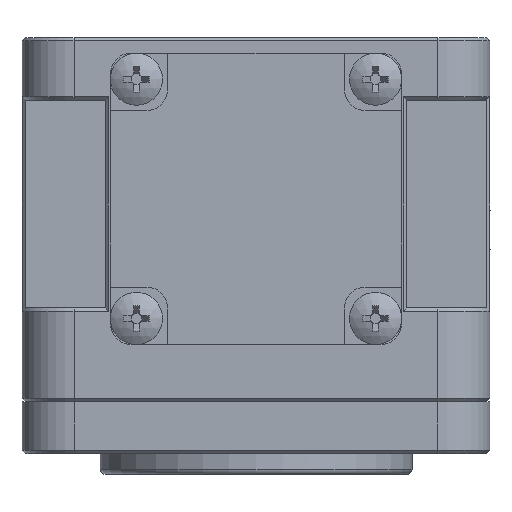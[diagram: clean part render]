
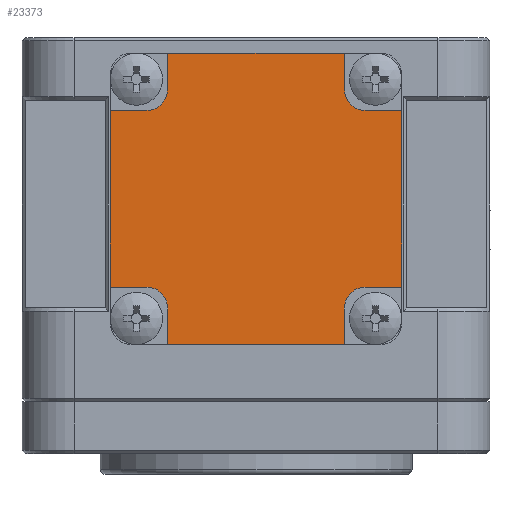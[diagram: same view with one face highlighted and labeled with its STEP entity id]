
A CAD part, left-side view. The second image highlights one B-rep face of the part: STEP entity #23373.
In plain terms, the highlighted planar face has unit normal (-1, 0, 0).
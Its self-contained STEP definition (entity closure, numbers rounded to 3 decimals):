
#522 = VERTEX_POINT ( 'NONE', #22966 ) ;
#598 = VERTEX_POINT ( 'NONE', #22093 ) ;
#782 = DIRECTION ( 'NONE',  ( 0., 1., 0. ) ) ;
#808 = CARTESIAN_POINT ( 'NONE',  ( -80., 14., 11. ) ) ;
#811 = LINE ( 'NONE', #808, #5575 ) ;
#1386 = CIRCLE ( 'NONE', #14970, 2. ) ;
#1955 = VERTEX_POINT ( 'NONE', #12004 ) ;
#2278 = AXIS2_PLACEMENT_3D ( 'NONE', #14733, #14728, #14724 ) ;
#2536 = VERTEX_POINT ( 'NONE', #6926 ) ;
#4076 = DIRECTION ( 'NONE',  ( 0., -1., 0. ) ) ;
#4080 = CARTESIAN_POINT ( 'NONE',  ( -80., -14., 28. ) ) ;
#4104 = LINE ( 'NONE', #4080, #17561 ) ;
#4470 = VERTEX_POINT ( 'NONE', #16328 ) ;
#4583 = VERTEX_POINT ( 'NONE', #15426 ) ;
#4724 = DIRECTION ( 'NONE',  ( 0., -1., 0. ) ) ;
#4747 = CARTESIAN_POINT ( 'NONE',  ( -80., -14., 5.5 ) ) ;
#4751 = LINE ( 'NONE', #4747, #16772 ) ;
#4856 = CARTESIAN_POINT ( 'NONE',  ( -80., -10.5, 28. ) ) ;
#4914 = AXIS2_PLACEMENT_3D ( 'NONE', #16127, #16103, #16098 ) ;
#5529 = DIRECTION ( 'NONE',  ( 0., 0., -1. ) ) ;
#5552 = CARTESIAN_POINT ( 'NONE',  ( -80., -8.5, 33.5 ) ) ;
#5575 = VECTOR ( 'NONE', #782, 1000. ) ;
#5584 = DIRECTION ( 'NONE',  ( 0., 0., -1. ) ) ;
#5610 = LINE ( 'NONE', #5552, #13496 ) ;
#5613 = CARTESIAN_POINT ( 'NONE',  ( -80., -8.5, 5.5 ) ) ;
#5634 = LINE ( 'NONE', #5613, #13400 ) ;
#6881 = DIRECTION ( 'NONE',  ( 0., 1., 0. ) ) ;
#6887 = CARTESIAN_POINT ( 'NONE',  ( -80., -14., 11. ) ) ;
#6892 = LINE ( 'NONE', #6887, #20044 ) ;
#6926 = CARTESIAN_POINT ( 'NONE',  ( -80., 14., 28. ) ) ;
#7198 = VERTEX_POINT ( 'NONE', #18148 ) ;
#7445 = ORIENTED_EDGE ( 'NONE', *, *, #15052, .F. ) ;
#7779 = DIRECTION ( 'NONE',  ( 0., 1., 0. ) ) ;
#7785 = DIRECTION ( 'NONE',  ( 1., 0., 0. ) ) ;
#7791 = CARTESIAN_POINT ( 'NONE',  ( -80., 10.5, 30. ) ) ;
#7996 = VECTOR ( 'NONE', #21520, 1000. ) ;
#8005 = VECTOR ( 'NONE', #18085, 1000. ) ;
#8354 = CARTESIAN_POINT ( 'NONE',  ( -80., 8.5, 30. ) ) ;
#8425 = VERTEX_POINT ( 'NONE', #9484 ) ;
#8672 = EDGE_CURVE ( 'NONE', #14428, #8425, #1386, .T. ) ;
#8751 = AXIS2_PLACEMENT_3D ( 'NONE', #24135, #24130, #24106 ) ;
#8802 = EDGE_CURVE ( 'NONE', #19846, #19895, #6892, .T. ) ;
#8982 = EDGE_CURVE ( 'NONE', #13269, #7198, #5610, .T. ) ;
#9394 = ORIENTED_EDGE ( 'NONE', *, *, #8802, .F. ) ;
#9478 = ORIENTED_EDGE ( 'NONE', *, *, #21793, .T. ) ;
#9484 = CARTESIAN_POINT ( 'NONE',  ( -80., 10.5, 28. ) ) ;
#9668 = ORIENTED_EDGE ( 'NONE', *, *, #8982, .F. ) ;
#9830 = ORIENTED_EDGE ( 'NONE', *, *, #11780, .F. ) ;
#9854 = ORIENTED_EDGE ( 'NONE', *, *, #16687, .T. ) ;
#9959 = ORIENTED_EDGE ( 'NONE', *, *, #14944, .T. ) ;
#10056 = DIRECTION ( 'NONE',  ( 0., 1., 0. ) ) ;
#10062 = CARTESIAN_POINT ( 'NONE',  ( -80., -14., 33.5 ) ) ;
#10069 = LINE ( 'NONE', #10062, #21831 ) ;
#10096 = ORIENTED_EDGE ( 'NONE', *, *, #13115, .F. ) ;
#10231 = ORIENTED_EDGE ( 'NONE', *, *, #22192, .T. ) ;
#10369 = ORIENTED_EDGE ( 'NONE', *, *, #22747, .T. ) ;
#10402 = ORIENTED_EDGE ( 'NONE', *, *, #15350, .F. ) ;
#10543 = ORIENTED_EDGE ( 'NONE', *, *, #10796, .T. ) ;
#10655 = ORIENTED_EDGE ( 'NONE', *, *, #16049, .F. ) ;
#10793 = ORIENTED_EDGE ( 'NONE', *, *, #21930, .F. ) ;
#10796 = EDGE_CURVE ( 'NONE', #2536, #19132, #12087, .T. ) ;
#11236 = ORIENTED_EDGE ( 'NONE', *, *, #8672, .T. ) ;
#11268 = ORIENTED_EDGE ( 'NONE', *, *, #20377, .T. ) ;
#11409 = DIRECTION ( 'NONE',  ( 0., 1., 0. ) ) ;
#11413 = DIRECTION ( 'NONE',  ( -1., 0., 0. ) ) ;
#11439 = CARTESIAN_POINT ( 'NONE',  ( -80., 0., 19.5 ) ) ;
#11446 = PLANE ( 'NONE',  #23461 ) ;
#11470 = FACE_OUTER_BOUND ( 'NONE', #16366, .T. ) ;
#11780 = EDGE_CURVE ( 'NONE', #598, #1955, #5634, .T. ) ;
#12004 = CARTESIAN_POINT ( 'NONE',  ( -80., -8.5, 5.5 ) ) ;
#12075 = DIRECTION ( 'NONE',  ( 0., 0., -1. ) ) ;
#12083 = CARTESIAN_POINT ( 'NONE',  ( -80., 14., 5.5 ) ) ;
#12087 = LINE ( 'NONE', #12083, #20130 ) ;
#12734 = VERTEX_POINT ( 'NONE', #20582 ) ;
#12755 = CIRCLE ( 'NONE', #2278, 2. ) ;
#13115 = EDGE_CURVE ( 'NONE', #12734, #522, #18122, .T. ) ;
#13269 = VERTEX_POINT ( 'NONE', #17291 ) ;
#13400 = VECTOR ( 'NONE', #5584, 1000. ) ;
#13496 = VECTOR ( 'NONE', #5529, 1000. ) ;
#13579 = VERTEX_POINT ( 'NONE', #15239 ) ;
#13970 = CARTESIAN_POINT ( 'NONE',  ( -80., -10.5, 11. ) ) ;
#14396 = CARTESIAN_POINT ( 'NONE',  ( -80., -14., 11. ) ) ;
#14428 = VERTEX_POINT ( 'NONE', #8354 ) ;
#14724 = DIRECTION ( 'NONE',  ( 0., 1., 0. ) ) ;
#14728 = DIRECTION ( 'NONE',  ( 1., 0., 0. ) ) ;
#14733 = CARTESIAN_POINT ( 'NONE',  ( -80., -10.5, 9. ) ) ;
#14944 = EDGE_CURVE ( 'NONE', #12734, #1955, #4751, .T. ) ;
#14970 = AXIS2_PLACEMENT_3D ( 'NONE', #7791, #7785, #7779 ) ;
#15052 = EDGE_CURVE ( 'NONE', #17850, #13579, #4104, .T. ) ;
#15239 = CARTESIAN_POINT ( 'NONE',  ( -80., -14., 28. ) ) ;
#15350 = EDGE_CURVE ( 'NONE', #4583, #19132, #811, .T. ) ;
#15368 = CIRCLE ( 'NONE', #4914, 2. ) ;
#15426 = CARTESIAN_POINT ( 'NONE',  ( -80., 10.5, 11. ) ) ;
#15732 = VECTOR ( 'NONE', #23089, 1000. ) ;
#16049 = EDGE_CURVE ( 'NONE', #2536, #8425, #19718, .T. ) ;
#16098 = DIRECTION ( 'NONE',  ( 0., 1., 0. ) ) ;
#16103 = DIRECTION ( 'NONE',  ( 1., 0., 0. ) ) ;
#16127 = CARTESIAN_POINT ( 'NONE',  ( -80., 10.5, 9. ) ) ;
#16328 = CARTESIAN_POINT ( 'NONE',  ( -80., 8.5, 33.5 ) ) ;
#16366 = EDGE_LOOP ( 'NONE', ( #7445, #9478, #9668, #11268, #10793, #11236, #10655, #10543, #10402, #10369, #10096, #9959, #9830, #9854, #9394, #10231 ) ) ;
#16687 = EDGE_CURVE ( 'NONE', #598, #19895, #12755, .T. ) ;
#16772 = VECTOR ( 'NONE', #4724, 1000. ) ;
#17291 = CARTESIAN_POINT ( 'NONE',  ( -80., -8.5, 33.5 ) ) ;
#17561 = VECTOR ( 'NONE', #4076, 1000. ) ;
#17850 = VERTEX_POINT ( 'NONE', #4856 ) ;
#18085 = DIRECTION ( 'NONE',  ( 0., 0., 1. ) ) ;
#18109 = CARTESIAN_POINT ( 'NONE',  ( -80., 8.5, 5.5 ) ) ;
#18122 = LINE ( 'NONE', #18109, #8005 ) ;
#18132 = VECTOR ( 'NONE', #19691, 1000. ) ;
#18148 = CARTESIAN_POINT ( 'NONE',  ( -80., -8.5, 30. ) ) ;
#19132 = VERTEX_POINT ( 'NONE', #19925 ) ;
#19206 = CIRCLE ( 'NONE', #8751, 2. ) ;
#19691 = DIRECTION ( 'NONE',  ( 0., -1., 0. ) ) ;
#19700 = CARTESIAN_POINT ( 'NONE',  ( -80., 14., 28. ) ) ;
#19718 = LINE ( 'NONE', #19700, #18132 ) ;
#19846 = VERTEX_POINT ( 'NONE', #14396 ) ;
#19895 = VERTEX_POINT ( 'NONE', #13970 ) ;
#19925 = CARTESIAN_POINT ( 'NONE',  ( -80., 14., 11. ) ) ;
#20044 = VECTOR ( 'NONE', #6881, 1000. ) ;
#20130 = VECTOR ( 'NONE', #12075, 1000. ) ;
#20377 = EDGE_CURVE ( 'NONE', #13269, #4470, #10069, .T. ) ;
#20582 = CARTESIAN_POINT ( 'NONE',  ( -80., 8.5, 5.5 ) ) ;
#21520 = DIRECTION ( 'NONE',  ( 0., 0., 1. ) ) ;
#21525 = CARTESIAN_POINT ( 'NONE',  ( -80., -14., 5.5 ) ) ;
#21551 = LINE ( 'NONE', #21525, #7996 ) ;
#21793 = EDGE_CURVE ( 'NONE', #17850, #7198, #19206, .T. ) ;
#21831 = VECTOR ( 'NONE', #10056, 1000. ) ;
#21930 = EDGE_CURVE ( 'NONE', #14428, #4470, #23111, .T. ) ;
#22093 = CARTESIAN_POINT ( 'NONE',  ( -80., -8.5, 9. ) ) ;
#22192 = EDGE_CURVE ( 'NONE', #19846, #13579, #21551, .T. ) ;
#22747 = EDGE_CURVE ( 'NONE', #4583, #522, #15368, .T. ) ;
#22966 = CARTESIAN_POINT ( 'NONE',  ( -80., 8.5, 9. ) ) ;
#23089 = DIRECTION ( 'NONE',  ( 0., 0., 1. ) ) ;
#23107 = CARTESIAN_POINT ( 'NONE',  ( -80., 8.5, 33.5 ) ) ;
#23111 = LINE ( 'NONE', #23107, #15732 ) ;
#23373 = ADVANCED_FACE ( 'NONE', ( #11470 ), #11446, .T. ) ;
#23461 = AXIS2_PLACEMENT_3D ( 'NONE', #11439, #11413, #11409 ) ;
#24106 = DIRECTION ( 'NONE',  ( 0., 1., 0. ) ) ;
#24130 = DIRECTION ( 'NONE',  ( 1., 0., 0. ) ) ;
#24135 = CARTESIAN_POINT ( 'NONE',  ( -80., -10.5, 30. ) ) ;
